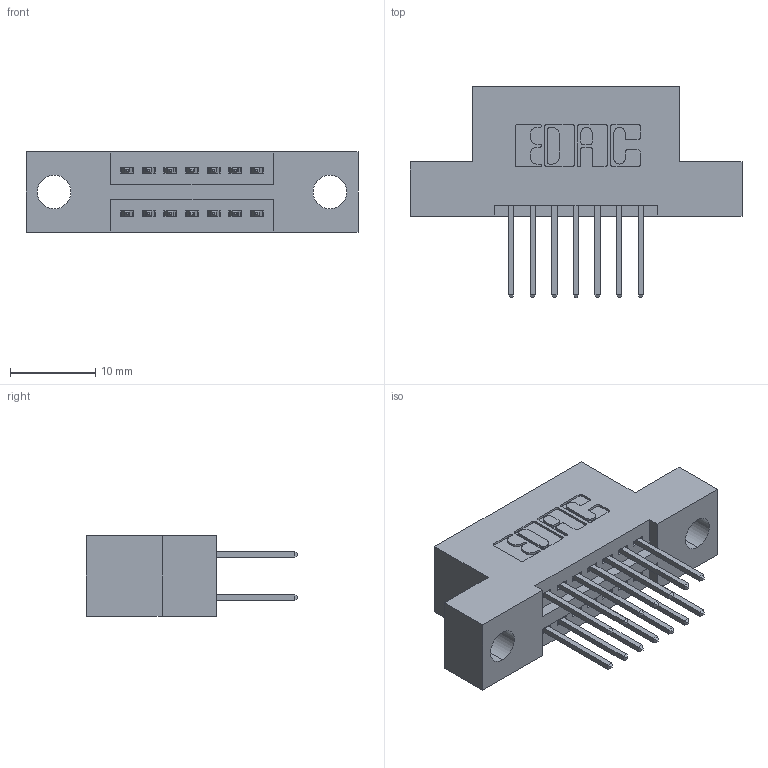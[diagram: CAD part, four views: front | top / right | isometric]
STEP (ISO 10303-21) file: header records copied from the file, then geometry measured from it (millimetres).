
FILE_DESCRIPTION (( 'STEP AP203' ), '1' );
FILE_NAME ('345-014-523-204.STEP', '2018-08-18T08:51:38', ( '' ), ( '' ), 'SwSTEP 2.0', 'SolidWorks 2016', '' );
FILE_SCHEMA (( 'CONFIG_CONTROL_DESIGN' ));
Length unit declared in the file: inch
Products named in the file (3): 345-014-523-204; 345 Part_Flush Mounting Lugs - 0.156 Dia-TH; 345-292-001_345-293-123
Assembly tree (15 placements, depth 2):
  345-014-523-204
    345 Part_Flush Mounting Lugs - 0.156 Dia-TH
    345-292-001_345-293-123  x14
Bounding box: 38.99 x 24.82 x 9.4 mm (x, y, z)
Volume: 3403.4 mm3; surface area: 4296.8 mm2
Topology: 15 solids, 15 shells, 826 faces, 2427 edges, 1598 vertices
Faces by surface type: plane 542, cylinder 284
Entity records: 10225 total; most frequent: CARTESIAN_POINT 1748, ORIENTED_EDGE 1682, DIRECTION 1585, EDGE_CURVE 841, LINE 681, VECTOR 681, VERTEX_POINT 558, AXIS2_PLACEMENT_3D 452
